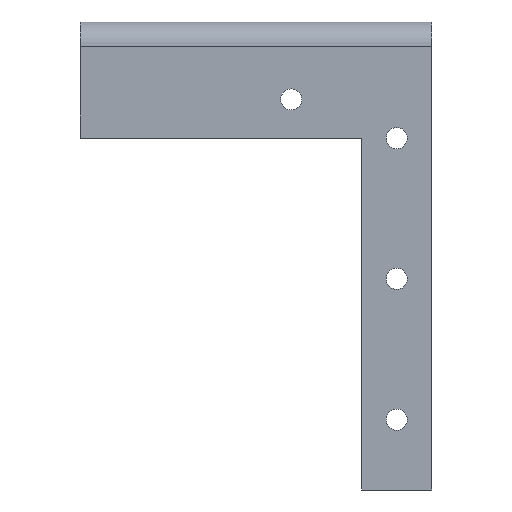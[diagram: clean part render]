
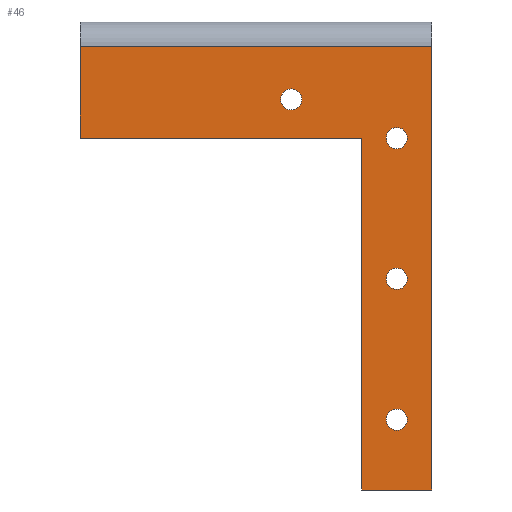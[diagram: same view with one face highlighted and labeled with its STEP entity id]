
A CAD part, front view. The second image highlights one B-rep face of the part: STEP entity #46.
In plain terms, the highlighted planar face has unit normal (0, -1, 0).
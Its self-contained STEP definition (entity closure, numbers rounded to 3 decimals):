
#12 = AXIS2_PLACEMENT_3D ( 'NONE', #549, #1243, #45 ) ;
#23 = ORIENTED_EDGE ( 'NONE', *, *, #607, .F. ) ;
#26 = ORIENTED_EDGE ( 'NONE', *, *, #652, .T. ) ;
#38 = ORIENTED_EDGE ( 'NONE', *, *, #954, .F. ) ;
#41 = EDGE_LOOP ( 'NONE', ( #38, #905 ) ) ;
#45 = DIRECTION ( 'NONE',  ( 0., 0., -1. ) ) ;
#46 = ADVANCED_FACE ( 'NONE', ( #656, #204, #416, #1027, #385 ), #702, .F. ) ;
#55 = EDGE_CURVE ( 'NONE', #1269, #767, #797, .T. ) ;
#69 = DIRECTION ( 'NONE',  ( 0., 0., -1. ) ) ;
#73 = VERTEX_POINT ( 'NONE', #1069 ) ;
#80 = CARTESIAN_POINT ( 'NONE',  ( 25., -9., -15. ) ) ;
#98 = EDGE_CURVE ( 'NONE', #655, #1201, #357, .T. ) ;
#104 = DIRECTION ( 'NONE',  ( 0., 0., 1. ) ) ;
#126 = CARTESIAN_POINT ( 'NONE',  ( 25., -9., 0. ) ) ;
#143 = CARTESIAN_POINT ( 'NONE',  ( 20., -9., -55. ) ) ;
#145 = CARTESIAN_POINT ( 'NONE',  ( 15., -9., -65. ) ) ;
#147 = CARTESIAN_POINT ( 'NONE',  ( 5., -9., -9.5 ) ) ;
#173 = DIRECTION ( 'NONE',  ( 1., 0., 0. ) ) ;
#175 = DIRECTION ( 'NONE',  ( 0., 0., -1. ) ) ;
#179 = DIRECTION ( 'NONE',  ( 0., -1., 0. ) ) ;
#192 = DIRECTION ( 'NONE',  ( 1., 0., 0. ) ) ;
#204 = FACE_BOUND ( 'NONE', #41, .T. ) ;
#205 = AXIS2_PLACEMENT_3D ( 'NONE', #143, #1051, #1046 ) ;
#219 = DIRECTION ( 'NONE',  ( 0., 0., 1. ) ) ;
#225 = CIRCLE ( 'NONE', #205, 1.5 ) ;
#242 = ORIENTED_EDGE ( 'NONE', *, *, #421, .F. ) ;
#253 = DIRECTION ( 'NONE',  ( 0., 0., -1. ) ) ;
#263 = CARTESIAN_POINT ( 'NONE',  ( 25., -9., -65. ) ) ;
#292 = ORIENTED_EDGE ( 'NONE', *, *, #506, .T. ) ;
#332 = ORIENTED_EDGE ( 'NONE', *, *, #1141, .F. ) ;
#351 = VERTEX_POINT ( 'NONE', #647 ) ;
#357 = LINE ( 'NONE', #793, #999 ) ;
#368 = CARTESIAN_POINT ( 'NONE',  ( 20., -9., -16.5 ) ) ;
#376 = CARTESIAN_POINT ( 'NONE',  ( -25., -9., -15. ) ) ;
#378 = CARTESIAN_POINT ( 'NONE',  ( 25., -9., -65. ) ) ;
#381 = CARTESIAN_POINT ( 'NONE',  ( 5., -9., -9.5 ) ) ;
#385 = FACE_BOUND ( 'NONE', #707, .T. ) ;
#386 = CARTESIAN_POINT ( 'NONE',  ( -25., -9., 0. ) ) ;
#391 = AXIS2_PLACEMENT_3D ( 'NONE', #386, #569, #104 ) ;
#400 = AXIS2_PLACEMENT_3D ( 'NONE', #147, #1251, #253 ) ;
#403 = VECTOR ( 'NONE', #965, 1000. ) ;
#416 = FACE_BOUND ( 'NONE', #522, .T. ) ;
#418 = EDGE_CURVE ( 'NONE', #73, #453, #1307, .T. ) ;
#421 = EDGE_CURVE ( 'NONE', #767, #1294, #782, .T. ) ;
#449 = CARTESIAN_POINT ( 'NONE',  ( -25., -9., -2. ) ) ;
#453 = VERTEX_POINT ( 'NONE', #1168 ) ;
#456 = DIRECTION ( 'NONE',  ( 0., 0., 1. ) ) ;
#457 = EDGE_CURVE ( 'NONE', #531, #924, #1293, .T. ) ;
#481 = CIRCLE ( 'NONE', #843, 1.5 ) ;
#494 = AXIS2_PLACEMENT_3D ( 'NONE', #590, #794, #175 ) ;
#500 = EDGE_LOOP ( 'NONE', ( #1189, #26, #292, #242, #824, #567 ) ) ;
#506 = EDGE_CURVE ( 'NONE', #756, #1294, #1140, .T. ) ;
#509 = CARTESIAN_POINT ( 'NONE',  ( 25., -9., -2. ) ) ;
#522 = EDGE_LOOP ( 'NONE', ( #23, #332 ) ) ;
#531 = VERTEX_POINT ( 'NONE', #368 ) ;
#548 = DIRECTION ( 'NONE',  ( 0., -1., 0. ) ) ;
#549 = CARTESIAN_POINT ( 'NONE',  ( 20., -9., -35. ) ) ;
#567 = ORIENTED_EDGE ( 'NONE', *, *, #774, .T. ) ;
#569 = DIRECTION ( 'NONE',  ( 0., 1., 0. ) ) ;
#586 = EDGE_CURVE ( 'NONE', #1095, #351, #1005, .T. ) ;
#590 = CARTESIAN_POINT ( 'NONE',  ( 20., -9., -15. ) ) ;
#594 = DIRECTION ( 'NONE',  ( 0., 0., -1. ) ) ;
#598 = CARTESIAN_POINT ( 'NONE',  ( 5., -9., -8. ) ) ;
#604 = CARTESIAN_POINT ( 'NONE',  ( 20., -9., -35. ) ) ;
#607 = EDGE_CURVE ( 'NONE', #721, #1181, #977, .T. ) ;
#634 = VECTOR ( 'NONE', #173, 1000. ) ;
#644 = ORIENTED_EDGE ( 'NONE', *, *, #690, .F. ) ;
#647 = CARTESIAN_POINT ( 'NONE',  ( 20., -9., -33.5 ) ) ;
#652 = EDGE_CURVE ( 'NONE', #655, #756, #805, .T. ) ;
#655 = VERTEX_POINT ( 'NONE', #449 ) ;
#656 = FACE_BOUND ( 'NONE', #985, .T. ) ;
#690 = EDGE_CURVE ( 'NONE', #351, #1095, #481, .T. ) ;
#696 = DIRECTION ( 'NONE',  ( 0., 0., -1. ) ) ;
#702 = PLANE ( 'NONE',  #391 ) ;
#707 = EDGE_LOOP ( 'NONE', ( #1060, #840 ) ) ;
#721 = VERTEX_POINT ( 'NONE', #1104 ) ;
#737 = VECTOR ( 'NONE', #696, 1000. ) ;
#756 = VERTEX_POINT ( 'NONE', #1198 ) ;
#767 = VERTEX_POINT ( 'NONE', #1119 ) ;
#774 = EDGE_CURVE ( 'NONE', #1269, #1201, #1110, .T. ) ;
#782 = LINE ( 'NONE', #145, #1220 ) ;
#793 = CARTESIAN_POINT ( 'NONE',  ( -25., -9., -2. ) ) ;
#794 = DIRECTION ( 'NONE',  ( 0., -1., 0. ) ) ;
#797 = LINE ( 'NONE', #263, #403 ) ;
#805 = LINE ( 'NONE', #376, #737 ) ;
#824 = ORIENTED_EDGE ( 'NONE', *, *, #55, .F. ) ;
#840 = ORIENTED_EDGE ( 'NONE', *, *, #1121, .F. ) ;
#843 = AXIS2_PLACEMENT_3D ( 'NONE', #604, #995, #594 ) ;
#853 = AXIS2_PLACEMENT_3D ( 'NONE', #950, #548, #958 ) ;
#881 = CARTESIAN_POINT ( 'NONE',  ( 15., -9., -15. ) ) ;
#898 = VECTOR ( 'NONE', #219, 1000. ) ;
#899 = ORIENTED_EDGE ( 'NONE', *, *, #586, .F. ) ;
#905 = ORIENTED_EDGE ( 'NONE', *, *, #418, .F. ) ;
#924 = VERTEX_POINT ( 'NONE', #1161 ) ;
#950 = CARTESIAN_POINT ( 'NONE',  ( 20., -9., -55. ) ) ;
#954 = EDGE_CURVE ( 'NONE', #453, #73, #225, .T. ) ;
#958 = DIRECTION ( 'NONE',  ( 0., 0., -1. ) ) ;
#965 = DIRECTION ( 'NONE',  ( -1., 0., 0. ) ) ;
#977 = CIRCLE ( 'NONE', #400, 1.5 ) ;
#985 = EDGE_LOOP ( 'NONE', ( #899, #644 ) ) ;
#995 = DIRECTION ( 'NONE',  ( 0., -1., 0. ) ) ;
#999 = VECTOR ( 'NONE', #192, 1000. ) ;
#1005 = CIRCLE ( 'NONE', #12, 1.5 ) ;
#1027 = FACE_OUTER_BOUND ( 'NONE', #500, .T. ) ;
#1046 = DIRECTION ( 'NONE',  ( 0., 0., -1. ) ) ;
#1051 = DIRECTION ( 'NONE',  ( 0., -1., 0. ) ) ;
#1058 = CIRCLE ( 'NONE', #494, 1.5 ) ;
#1060 = ORIENTED_EDGE ( 'NONE', *, *, #457, .F. ) ;
#1069 = CARTESIAN_POINT ( 'NONE',  ( 20., -9., -53.5 ) ) ;
#1085 = DIRECTION ( 'NONE',  ( 0., 0., -1. ) ) ;
#1089 = DIRECTION ( 'NONE',  ( 0., -1., 0. ) ) ;
#1090 = CIRCLE ( 'NONE', #1259, 1.5 ) ;
#1095 = VERTEX_POINT ( 'NONE', #1194 ) ;
#1104 = CARTESIAN_POINT ( 'NONE',  ( 5., -9., -11. ) ) ;
#1110 = LINE ( 'NONE', #126, #898 ) ;
#1119 = CARTESIAN_POINT ( 'NONE',  ( 15., -9., -65. ) ) ;
#1121 = EDGE_CURVE ( 'NONE', #924, #531, #1058, .T. ) ;
#1140 = LINE ( 'NONE', #80, #634 ) ;
#1141 = EDGE_CURVE ( 'NONE', #1181, #721, #1090, .T. ) ;
#1161 = CARTESIAN_POINT ( 'NONE',  ( 20., -9., -13.5 ) ) ;
#1168 = CARTESIAN_POINT ( 'NONE',  ( 20., -9., -56.5 ) ) ;
#1175 = AXIS2_PLACEMENT_3D ( 'NONE', #1187, #179, #69 ) ;
#1181 = VERTEX_POINT ( 'NONE', #598 ) ;
#1187 = CARTESIAN_POINT ( 'NONE',  ( 20., -9., -15. ) ) ;
#1189 = ORIENTED_EDGE ( 'NONE', *, *, #98, .F. ) ;
#1194 = CARTESIAN_POINT ( 'NONE',  ( 20., -9., -36.5 ) ) ;
#1198 = CARTESIAN_POINT ( 'NONE',  ( -25., -9., -15. ) ) ;
#1201 = VERTEX_POINT ( 'NONE', #509 ) ;
#1220 = VECTOR ( 'NONE', #456, 1000. ) ;
#1243 = DIRECTION ( 'NONE',  ( 0., -1., 0. ) ) ;
#1251 = DIRECTION ( 'NONE',  ( 0., -1., 0. ) ) ;
#1259 = AXIS2_PLACEMENT_3D ( 'NONE', #381, #1089, #1085 ) ;
#1269 = VERTEX_POINT ( 'NONE', #378 ) ;
#1293 = CIRCLE ( 'NONE', #1175, 1.5 ) ;
#1294 = VERTEX_POINT ( 'NONE', #881 ) ;
#1307 = CIRCLE ( 'NONE', #853, 1.5 ) ;
